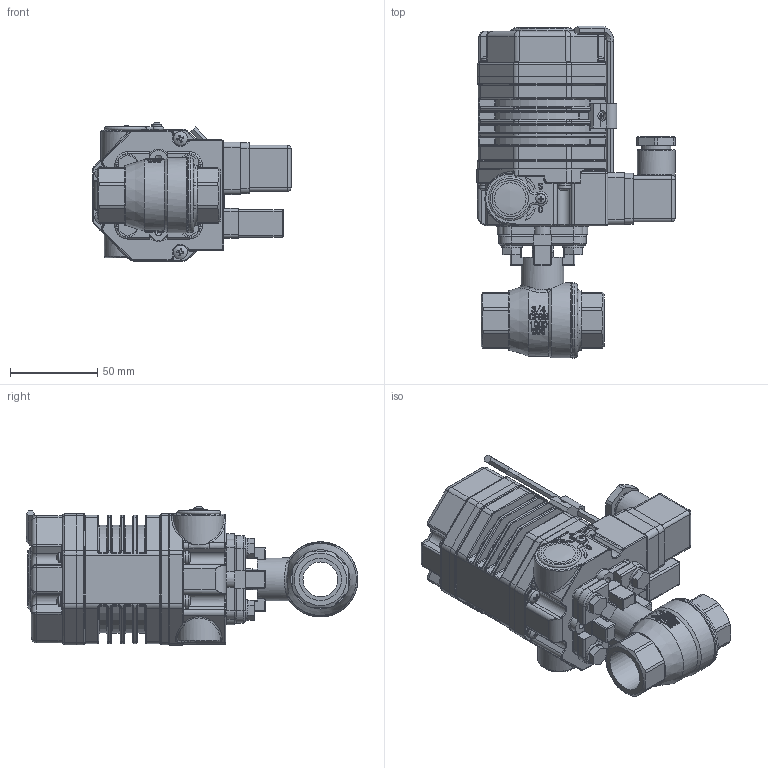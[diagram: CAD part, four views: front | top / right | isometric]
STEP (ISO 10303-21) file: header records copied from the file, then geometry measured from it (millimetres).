
FILE_DESCRIPTION(/* description */ ('Unknown'),/* implementation_level */ '2;1');
FILE_NAME(/* name */ 'AE01_02 9650-05',/* time_stamp */ '2022-10-24T09:14:51+02:00',/* author */ ('Unknown'),/* organization */ ('Unknown'),/* preprocessor_version */ 'ST-DEVELOPER v16.7',/* originating_system */ 'Solid Edge',/* authorisation */ 'Unknown');
FILE_SCHEMA (('AUTOMOTIVE_DESIGN {1 0 10303 214 3 1 1}'));
Products named in the file (31): AE20_23-8.650.020; AE01_AE02_(AE20_23); BQ02-011-2 喘謫眊; 狟粣創杶; 驱动轴; BQ02-036 忒梟裔; 躇猾祧菜; 52.5萇儂褲; BQ02萇ァ裔B; 躇猾菜; 售忒釱; 售忒; 滅阨諉芛-d; 滅阨諉芛-2; 坋趼蹟隊M4X16; 坋趼蹟隊M4X16_GB_CROSS_SCREWS_TYPE1 M4X12-12  H type-N; 粟菜 4_GB_FASTENER_WASHER_SSWL 4; す菜 4_GB_FASTENER_WASHER_PWSA 4; 坋趼蹟隊M3X14; 坋趼蹟隊M3X14_GB_CROSS_SCREWS_TYPE1 M3X14-14  H type-N; 粟菜 3_GB_FASTENER_WASHER_SSWL 3; す菜 3_GB_FASTENER_WASHER_PWSA 3; 坋趼蹟隊M3X8_GB_CROSS_SCREWS_TYPE1 M3X14-14  H type-N; 坋趼蹟隊M3X6_GB_CROSS_SCREWS_TYPE1 M3X14-14  H type-N; 硌尨攫; 硌渀; BQ02硌尨敦B; 8.650.020; 0.75-1000WOG____; DIN126-M6; DIN558_M_6x12.1.3
Assembly tree (46 placements, depth 4):
  AE20_23-8.650.020
    AE01_AE02_(AE20_23)
      BQ02-011-2 喘謫眊
      狟粣創杶
      驱动轴
      BQ02-036 忒梟裔
      躇猾祧菜
      52.5萇儂褲
      BQ02萇ァ裔B
      躇猾菜
      售忒釱
      售忒
      滅阨諉芛-d
      滅阨諉芛-2
      坋趼蹟隊M4X16  x4
        坋趼蹟隊M4X16_GB_CROSS_SCREWS_TYPE1 M4X12-12  H type-N
        粟菜 4_GB_FASTENER_WASHER_SSWL 4
        す菜 4_GB_FASTENER_WASHER_PWSA 4
      坋趼蹟隊M3X14  x4
        坋趼蹟隊M3X14_GB_CROSS_SCREWS_TYPE1 M3X14-14  H type-N
        粟菜 3_GB_FASTENER_WASHER_SSWL 3
        す菜 3_GB_FASTENER_WASHER_PWSA 3
      坋趼蹟隊M3X8_GB_CROSS_SCREWS_TYPE1 M3X14-14  H type-N  x4
      坋趼蹟隊M3X6_GB_CROSS_SCREWS_TYPE1 M3X14-14  H type-N  x2
      硌尨攫
      硌渀
      BQ02硌尨敦B
    8.650.020
      0.75-1000WOG____
    DIN126-M6  x4
    DIN558_M_6x12.1.3  x4
Bounding box: 113.8 x 190 x 79.37 mm (x, y, z)
Volume: 292382.1 mm3; surface area: 164839.4 mm2
Topology: 54 solids, 54 shells, 3019 faces, 7407 edges, 4539 vertices
Faces by surface type: plane 1116, cylinder 1104, torus 316, bspline 302, cone 92, sphere 89
Full cylindrical faces by diameter (mm): 2.5 x21, 3 x11, 3.102 x1, 3.2 x5, 3.3 x16, 3.4 x4, 3.5 x16, 4 x7, 4.2 x8, 4.3 x4, 4.4 x4, 4.5 x4, 4.7 x2, 5 x8, 5.4 x4, 5.5 x1, 5.6 x10, 6 x11, 6.5 x1, 6.6 x4, 6.8 x4, 8 x8, 10.9 x1, 11 x2, 12 x5, 12.5 x1, 13 x3, 15 x1, 16 x3, 16.8 x1
Entity records: 115655 total; most frequent: CARTESIAN_POINT 42656, DIRECTION 13057, ORIENTED_EDGE 12450, EDGE_CURVE 6225, AXIS2_PLACEMENT_3D 5152, VERTEX_POINT 4003, FACE_BOUND 3214, EDGE_LOOP 3173
